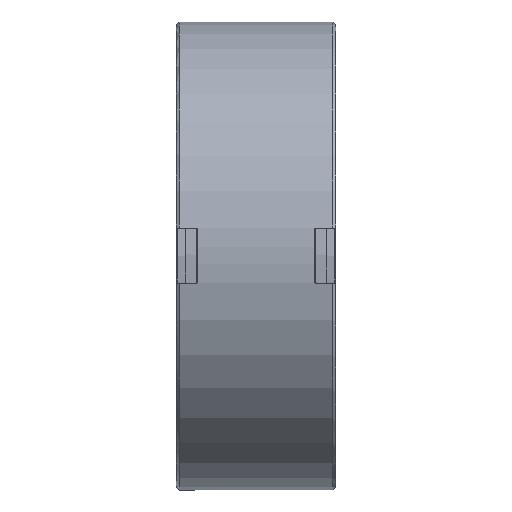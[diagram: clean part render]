
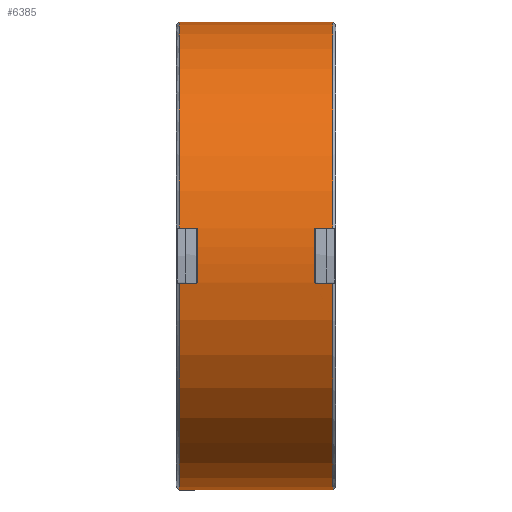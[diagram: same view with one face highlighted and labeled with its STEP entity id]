
A CAD part, top view. The second image highlights one B-rep face of the part: STEP entity #6385.
In plain terms, the highlighted cylindrical face has radius 85 mm (diameter 170 mm), a partial arc.
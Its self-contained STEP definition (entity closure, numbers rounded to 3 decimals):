
#5111=CARTESIAN_POINT('',(-21.2,0.,0.));
#5112=DIRECTION('',(1.,0.,0.));
#5113=DIRECTION('',(0.,0.113,0.994));
#5114=AXIS2_PLACEMENT_3D('',#5111,#5112,#5113);
#5278=DIRECTION('',(-1.,0.,0.));
#5279=VECTOR('',#5278,55.6);
#5280=CARTESIAN_POINT('',(27.8,85.,0.));
#5281=LINE('',#5280,#5279);
#5293=CARTESIAN_POINT('',(-27.8,0.,0.));
#5294=DIRECTION('',(1.,0.,0.));
#5295=DIRECTION('',(0.,-0.118,0.993));
#5296=AXIS2_PLACEMENT_3D('',#5293,#5294,#5295);
#5317=CARTESIAN_POINT('',(21.2,-9.6,84.456));
#5318=CARTESIAN_POINT('',(21.2,-9.676,84.448));
#5319=CARTESIAN_POINT('',(21.236,-9.806,84.432));
#5320=CARTESIAN_POINT('',(21.396,-9.965,84.414));
#5321=CARTESIAN_POINT('',(21.525,-10.,84.41));
#5322=CARTESIAN_POINT('',(21.6,-10.,84.41));
#5324=DIRECTION('',(1.,0.,0.));
#5325=VECTOR('',#5324,6.2);
#5326=CARTESIAN_POINT('',(21.6,-10.,84.41));
#5327=LINE('',#5326,#5325);
#5328=DIRECTION('',(-1.,0.,0.));
#5329=VECTOR('',#5328,55.6);
#5330=CARTESIAN_POINT('',(27.8,-85.,0.));
#5331=LINE('',#5330,#5329);
#5332=DIRECTION('',(1.,0.,0.));
#5333=VECTOR('',#5332,6.2);
#5334=CARTESIAN_POINT('',(-27.8,-10.,84.41));
#5335=LINE('',#5334,#5333);
#5336=CARTESIAN_POINT('',(-21.6,-10.,84.41));
#5337=CARTESIAN_POINT('',(-21.525,-10.,84.41));
#5338=CARTESIAN_POINT('',(-21.395,-9.964,
84.414));
#5339=CARTESIAN_POINT('',(-21.236,-9.806,
84.433));
#5340=CARTESIAN_POINT('',(-21.2,-9.675,84.448));
#5341=CARTESIAN_POINT('',(-21.2,-9.6,84.456));
#5343=CARTESIAN_POINT('',(-21.2,9.6,84.456));
#5344=CARTESIAN_POINT('',(-21.2,9.676,84.448));
#5345=CARTESIAN_POINT('',(-21.236,9.806,84.432));
#5346=CARTESIAN_POINT('',(-21.396,9.965,84.414));
#5347=CARTESIAN_POINT('',(-21.525,10.,84.41));
#5348=CARTESIAN_POINT('',(-21.6,10.,84.41));
#5350=DIRECTION('',(-1.,0.,0.));
#5351=VECTOR('',#5350,6.2);
#5352=CARTESIAN_POINT('',(-21.6,10.,84.41));
#5353=LINE('',#5352,#5351);
#5354=DIRECTION('',(-1.,0.,0.));
#5355=VECTOR('',#5354,6.2);
#5356=CARTESIAN_POINT('',(27.8,10.,84.41));
#5357=LINE('',#5356,#5355);
#5358=CARTESIAN_POINT('',(21.6,10.,84.41));
#5359=CARTESIAN_POINT('',(21.525,10.,84.41));
#5360=CARTESIAN_POINT('',(21.395,9.964,84.414));
#5361=CARTESIAN_POINT('',(21.236,9.806,84.433));
#5362=CARTESIAN_POINT('',(21.2,9.675,84.448));
#5363=CARTESIAN_POINT('',(21.2,9.6,84.456));
#5370=CARTESIAN_POINT('',(21.2,0.,0.));
#5371=DIRECTION('',(-1.,0.,0.));
#5372=DIRECTION('',(0.,-0.113,0.994));
#5373=AXIS2_PLACEMENT_3D('',#5370,#5371,#5372);
#5387=CARTESIAN_POINT('',(27.8,0.,0.));
#5388=DIRECTION('',(-1.,0.,0.));
#5389=DIRECTION('',(0.,0.118,0.993));
#5390=AXIS2_PLACEMENT_3D('',#5387,#5388,#5389);
#5457=CARTESIAN_POINT('',(27.8,0.,0.));
#5458=DIRECTION('',(-1.,0.,0.));
#5459=DIRECTION('',(0.,-1.,0.));
#5460=AXIS2_PLACEMENT_3D('',#5457,#5458,#5459);
#5462=CARTESIAN_POINT('',(27.8,-10.,84.41));
#5723=CARTESIAN_POINT('',(-27.8,0.,0.));
#5724=DIRECTION('',(1.,0.,0.));
#5725=DIRECTION('',(0.,1.,0.));
#5726=AXIS2_PLACEMENT_3D('',#5723,#5724,#5725);
#5728=CARTESIAN_POINT('',(-27.8,10.,84.41));
#5857=CARTESIAN_POINT('',(-21.6,-10.,84.41));
#5859=VERTEX_POINT('',#5857);
#5861=CARTESIAN_POINT('',(-27.8,-10.,84.41));
#5862=VERTEX_POINT('',#5861);
#5880=CARTESIAN_POINT('',(-21.2,-9.6,84.456));
#5882=VERTEX_POINT('',#5880);
#5883=CARTESIAN_POINT('',(-21.2,9.6,84.456));
#5885=VERTEX_POINT('',#5883);
#5896=CARTESIAN_POINT('',(-21.6,10.,84.41));
#5898=VERTEX_POINT('',#5896);
#5905=VERTEX_POINT('',#5728);
#5978=CARTESIAN_POINT('',(21.6,-10.,84.41));
#5980=VERTEX_POINT('',#5978);
#5984=VERTEX_POINT('',#5462);
#5994=VERTEX_POINT('',#5317);
#5997=CARTESIAN_POINT('',(21.2,9.6,84.456));
#5998=VERTEX_POINT('',#5997);
#5999=CARTESIAN_POINT('',(27.8,-85.,0.));
#6000=VERTEX_POINT('',#5999);
#6001=CARTESIAN_POINT('',(-27.8,-85.,0.));
#6002=VERTEX_POINT('',#6001);
#6003=CARTESIAN_POINT('',(-27.8,85.,0.));
#6004=VERTEX_POINT('',#6003);
#6005=CARTESIAN_POINT('',(27.8,85.,0.));
#6006=VERTEX_POINT('',#6005);
#6007=CARTESIAN_POINT('',(27.8,10.,84.41));
#6008=VERTEX_POINT('',#6007);
#6009=CARTESIAN_POINT('',(21.6,10.,84.41));
#6010=VERTEX_POINT('',#6009);
#6354=CARTESIAN_POINT('',(-29.,0.,0.));
#6355=DIRECTION('',(1.,0.,0.));
#6356=DIRECTION('',(0.,-1.,0.));
#6357=AXIS2_PLACEMENT_3D('',#6354,#6355,#6356);
#6358=CYLINDRICAL_SURFACE('',#6357,85.);
#6360=ORIENTED_EDGE('',*,*,#6359,.F.);
#6362=ORIENTED_EDGE('',*,*,#6361,.T.);
#6364=ORIENTED_EDGE('',*,*,#6363,.T.);
#6366=ORIENTED_EDGE('',*,*,#6365,.F.);
#6367=ORIENTED_EDGE('',*,*,#6315,.T.);
#6368=ORIENTED_EDGE('',*,*,#6345,.F.);
#6369=ORIENTED_EDGE('',*,*,#6061,.T.);
#6370=ORIENTED_EDGE('',*,*,#6084,.T.);
#6371=ORIENTED_EDGE('',*,*,#6099,.F.);
#6372=ORIENTED_EDGE('',*,*,#6114,.T.);
#6373=ORIENTED_EDGE('',*,*,#6140,.T.);
#6375=ORIENTED_EDGE('',*,*,#6374,.F.);
#6376=ORIENTED_EDGE('',*,*,#6331,.F.);
#6378=ORIENTED_EDGE('',*,*,#6377,.F.);
#6380=ORIENTED_EDGE('',*,*,#6379,.T.);
#6382=ORIENTED_EDGE('',*,*,#6381,.T.);
#6383=EDGE_LOOP('',(#6360,#6362,#6364,#6366,#6367,#6368,#6369,#6370,#6371,#6372,
#6373,#6375,#6376,#6378,#6380,#6382));
#6384=FACE_OUTER_BOUND('',#6383,.F.);
#5115=CIRCLE('',#5114,85.);
#5297=CIRCLE('',#5296,85.);
#5323=B_SPLINE_CURVE_WITH_KNOTS('',3,(#5317,#5318,#5319,#5320,#5321,#5322),
.UNSPECIFIED.,.F.,.F.,(4,1,1,4),(0.,0.333,0.667,1.),
.UNSPECIFIED.);
#5342=B_SPLINE_CURVE_WITH_KNOTS('',3,(#5336,#5337,#5338,#5339,#5340,#5341),
.UNSPECIFIED.,.F.,.F.,(4,1,1,4),(0.,0.333,0.667,1.),
.UNSPECIFIED.);
#5349=B_SPLINE_CURVE_WITH_KNOTS('',3,(#5343,#5344,#5345,#5346,#5347,#5348),
.UNSPECIFIED.,.F.,.F.,(4,1,1,4),(0.,0.333,0.667,1.),
.UNSPECIFIED.);
#5364=B_SPLINE_CURVE_WITH_KNOTS('',3,(#5358,#5359,#5360,#5361,#5362,#5363),
.UNSPECIFIED.,.F.,.F.,(4,1,1,4),(0.,0.333,0.667,1.),
.UNSPECIFIED.);
#5374=CIRCLE('',#5373,85.);
#5391=CIRCLE('',#5390,85.);
#5461=CIRCLE('',#5460,85.);
#5727=CIRCLE('',#5726,85.);
#6061=EDGE_CURVE('',#5862,#5859,#5335,.T.);
#6084=EDGE_CURVE('',#5859,#5882,#5342,.T.);
#6099=EDGE_CURVE('',#5885,#5882,#5115,.T.);
#6114=EDGE_CURVE('',#5885,#5898,#5349,.T.);
#6140=EDGE_CURVE('',#5898,#5905,#5353,.T.);
#6315=EDGE_CURVE('',#6000,#6002,#5331,.T.);
#6331=EDGE_CURVE('',#6006,#6004,#5281,.T.);
#6345=EDGE_CURVE('',#5862,#6002,#5297,.T.);
#6359=EDGE_CURVE('',#5994,#5998,#5374,.T.);
#6361=EDGE_CURVE('',#5994,#5980,#5323,.T.);
#6363=EDGE_CURVE('',#5980,#5984,#5327,.T.);
#6365=EDGE_CURVE('',#6000,#5984,#5461,.T.);
#6374=EDGE_CURVE('',#6004,#5905,#5727,.T.);
#6377=EDGE_CURVE('',#6008,#6006,#5391,.T.);
#6379=EDGE_CURVE('',#6008,#6010,#5357,.T.);
#6381=EDGE_CURVE('',#6010,#5998,#5364,.T.);
#6385=ADVANCED_FACE('',(#6384),#6358,.T.);
